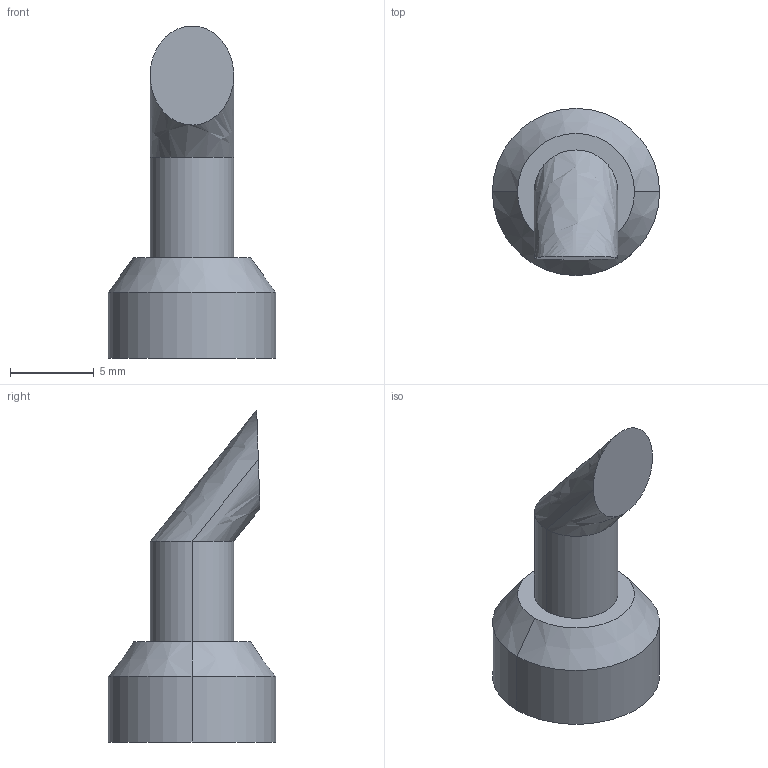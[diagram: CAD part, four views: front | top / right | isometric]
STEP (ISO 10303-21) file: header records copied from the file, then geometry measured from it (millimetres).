
FILE_DESCRIPTION (( 'STEP AP203' ), '1' );
FILE_NAME ('28.) Exhaust.STEP', '2024-04-05T15:31:25', ( '' ), ( '' ), 'SwSTEP 2.0', 'SolidWorks 2024', '' );
FILE_SCHEMA (( 'CONFIG_CONTROL_DESIGN' ));
Length unit declared in the file: millimetre
Products named in the file (1): 28.) Exhaust
Bounding box: 10 x 10 x 19.86 mm (x, y, z)
Volume: 620.8 mm3; surface area: 531.3 mm2
Topology: 1 solids, 1 shells, 14 faces, 26 edges, 16 vertices
Faces by surface type: cylinder 6, plane 4, cone 2, bspline 2
Entity records: 495 total; most frequent: CARTESIAN_POINT 139, DIRECTION 62, ORIENTED_EDGE 52, AXIS2_PLACEMENT_3D 27, EDGE_CURVE 26, VERTEX_POINT 16, EDGE_LOOP 16, CIRCLE 14
